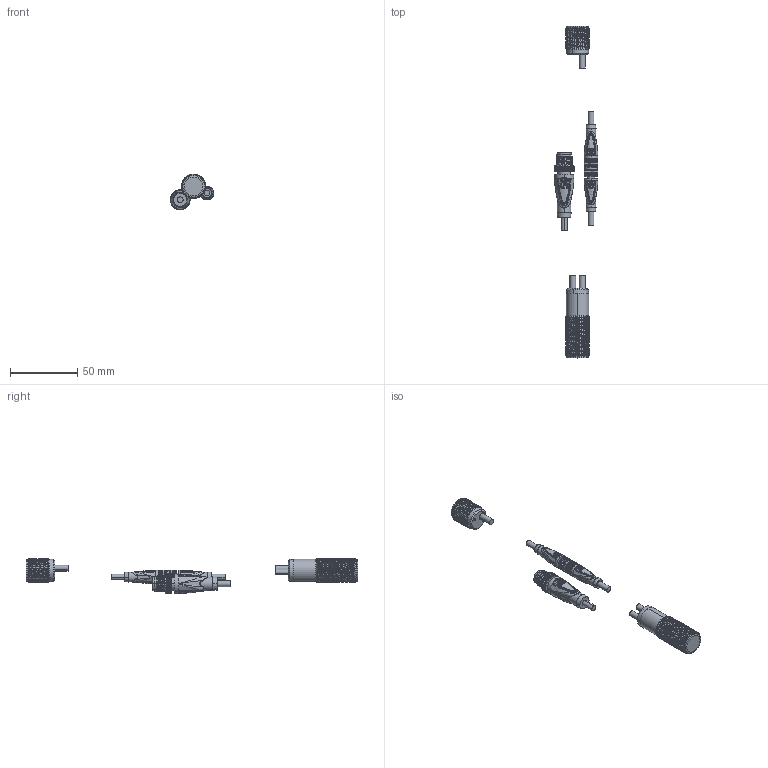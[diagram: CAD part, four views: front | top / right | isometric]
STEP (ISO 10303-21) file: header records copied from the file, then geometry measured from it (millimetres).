
FILE_DESCRIPTION((''),'2;1');
FILE_NAME('CAD-8180_ASM','2022-06-10T09:08:21',('creinig-se'),(''),'CREO PARAMETRIC BY PTC INC, 2019292','CREO PARAMETRIC BY PTC INC, 2019292','');
FILE_SCHEMA(('CONFIG_CONTROL_DESIGN','SHAPE_APPEARANCE_LAYERS_GROUPS'));
Products named in the file (6): CAD8180_UDX18GS_RECEIVER; CAD8180_UDX18GS_ERMITTER; CAD1923_M12_STECKER; CAD1931_M8_BUCHSE; CAD1932_M8_STECKER; CAD-8180_ASM
Assembly tree (5 placements, depth 2):
  CAD-8180_ASM
    CAD8180_UDX18GS_RECEIVER
    CAD8180_UDX18GS_ERMITTER
    CAD1923_M12_STECKER
    CAD1931_M8_BUCHSE
    CAD1932_M8_STECKER
Bounding box: 32.4 x 247.3 x 26.4 mm (x, y, z)
Volume: 26495.3 mm3; surface area: 14758.3 mm2
Topology: 5 solids, 5 shells, 1714 faces, 4248 edges, 2606 vertices
Faces by surface type: plane 750, cylinder 459, bspline 356, cone 77, torus 52, sphere 20
Entity records: 93154 total; most frequent: CARTESIAN_POINT 49273, ORIENTED_EDGE 8406, DIRECTION 7302, EDGE_CURVE 4203, AXIS2_PLACEMENT_3D 2866, VERTEX_POINT 2560, EDGE_LOOP 1783, FACE_OUTER_BOUND 1714
